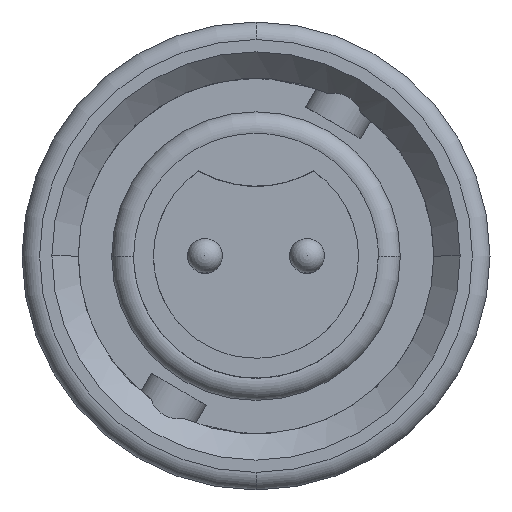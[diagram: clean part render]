
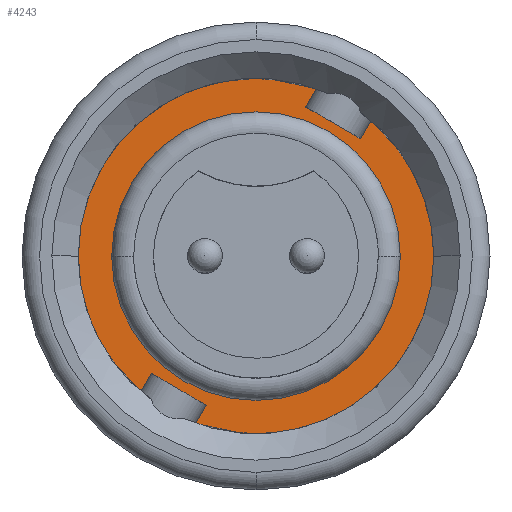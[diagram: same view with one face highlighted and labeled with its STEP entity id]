
A CAD part, top view. The second image highlights one B-rep face of the part: STEP entity #4243.
In plain terms, the highlighted planar face has unit normal (0, 0, 1).
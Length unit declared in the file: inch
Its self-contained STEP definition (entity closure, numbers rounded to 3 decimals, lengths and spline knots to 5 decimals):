
#118 = CARTESIAN_POINT ( 'NONE',  ( -0.05671, -0.16943, 0.615 ) ) ;
#125 = CARTESIAN_POINT ( 'NONE',  ( -0.13091, -0.15384, 0.615 ) ) ;
#139 = CARTESIAN_POINT ( 'NONE',  ( -0.11898, -0.13328, 0.615 ) ) ;
#147 = CARTESIAN_POINT ( 'NONE',  ( -0.164, 0., 0.615 ) ) ;
#252 = DIRECTION ( 'NONE',  ( -1., 0., 0. ) ) ;
#359 = DIRECTION ( 'NONE',  ( 0., 0., -1. ) ) ;
#469 = CARTESIAN_POINT ( 'NONE',  ( 0., 0., 0.615 ) ) ;
#552 = ORIENTED_EDGE ( 'NONE', *, *, #4076, .F. ) ;
#596 = DIRECTION ( 'NONE',  ( 0., 0., 1. ) ) ;
#634 = ORIENTED_EDGE ( 'NONE', *, *, #4062, .T. ) ;
#641 = ORIENTED_EDGE ( 'NONE', *, *, #4565, .T. ) ;
#690 = CARTESIAN_POINT ( 'NONE',  ( -0.11898, -0.13328, 0.615 ) ) ;
#692 = ORIENTED_EDGE ( 'NONE', *, *, #4528, .F. ) ;
#726 = CARTESIAN_POINT ( 'NONE',  ( 0., 0., 0.615 ) ) ;
#912 = ORIENTED_EDGE ( 'NONE', *, *, #4041, .F. ) ;
#982 = ORIENTED_EDGE ( 'NONE', *, *, #4007, .F. ) ;
#986 = ORIENTED_EDGE ( 'NONE', *, *, #4554, .F. ) ;
#1013 = ORIENTED_EDGE ( 'NONE', *, *, #4458, .F. ) ;
#1075 = ORIENTED_EDGE ( 'NONE', *, *, #4307, .T. ) ;
#1170 = LINE ( 'NONE', #1173, #3072 ) ;
#1172 = DIRECTION ( 'NONE',  ( 1., 0., 0. ) ) ;
#1173 = CARTESIAN_POINT ( 'NONE',  ( -0.05671, -0.16943, 0.615 ) ) ;
#1175 = DIRECTION ( 'NONE',  ( 0.502, 0.865, 0. ) ) ;
#1278 = ORIENTED_EDGE ( 'NONE', *, *, #4635, .T. ) ;
#1388 = LINE ( 'NONE', #690, #2775 ) ;
#1397 = ORIENTED_EDGE ( 'NONE', *, *, #4563, .T. ) ;
#1404 = DIRECTION ( 'NONE',  ( -0.865, 0.502, 0. ) ) ;
#1454 = LINE ( 'NONE', #1457, #2723 ) ;
#1457 = CARTESIAN_POINT ( 'NONE',  ( 0.05671, 0.16943, 0.615 ) ) ;
#1460 = DIRECTION ( 'NONE',  ( -0.502, -0.865, 0. ) ) ;
#1630 = CARTESIAN_POINT ( 'NONE',  ( 0.13091, 0.15384, 0.615 ) ) ;
#1651 = LINE ( 'NONE', #1630, #2622 ) ;
#1677 = CARTESIAN_POINT ( 'NONE',  ( 0., 0., 0.615 ) ) ;
#1681 = DIRECTION ( 'NONE',  ( 0., 0., 1. ) ) ;
#1684 = DIRECTION ( 'NONE',  ( 1., 0., 0. ) ) ;
#1812 = DIRECTION ( 'NONE',  ( 0.502, 0.865, 0. ) ) ;
#2466 = LINE ( 'NONE', #2485, #2686 ) ;
#2481 = DIRECTION ( 'NONE',  ( -0.502, -0.865, 0. ) ) ;
#2485 = CARTESIAN_POINT ( 'NONE',  ( -0.13091, -0.15384, 0.615 ) ) ;
#2622 = VECTOR ( 'NONE', #1812, 39.37008 ) ;
#2686 = VECTOR ( 'NONE', #2481, 39.37008 ) ;
#2715 = AXIS2_PLACEMENT_3D ( 'NONE', #469, #359, #252 ) ;
#2718 = AXIS2_PLACEMENT_3D ( 'NONE', #1677, #1681, #1684 ) ;
#2723 = VECTOR ( 'NONE', #1460, 39.37008 ) ;
#2775 = VECTOR ( 'NONE', #1404, 39.37008 ) ;
#2786 = VECTOR ( 'NONE', #3756, 39.37008 ) ;
#2805 = FACE_OUTER_BOUND ( 'NONE', #6435, .T. ) ;
#2956 = AXIS2_PLACEMENT_3D ( 'NONE', #3594, #3520, #3521 ) ;
#3008 = AXIS2_PLACEMENT_3D ( 'NONE', #5262, #5264, #5265 ) ;
#3052 = FACE_BOUND ( 'NONE', #6263, .T. ) ;
#3055 = AXIS2_PLACEMENT_3D ( 'NONE', #5684, #5235, #5226 ) ;
#3072 = VECTOR ( 'NONE', #1175, 39.37008 ) ;
#3167 = AXIS2_PLACEMENT_3D ( 'NONE', #726, #596, #1172 ) ;
#3389 = CARTESIAN_POINT ( 'NONE',  ( 0.202, 0., 0.615 ) ) ;
#3397 = CARTESIAN_POINT ( 'NONE',  ( 0.11898, 0.13328, 0.615 ) ) ;
#3436 = CARTESIAN_POINT ( 'NONE',  ( 0.06864, 0.18998, 0.615 ) ) ;
#3456 = CARTESIAN_POINT ( 'NONE',  ( -0.06864, -0.18998, 0.615 ) ) ;
#3475 = CARTESIAN_POINT ( 'NONE',  ( 0.164, 0., 0.615 ) ) ;
#3504 = CARTESIAN_POINT ( 'NONE',  ( 0.13091, 0.15384, 0.615 ) ) ;
#3508 = CARTESIAN_POINT ( 'NONE',  ( 0.05671, 0.16943, 0.615 ) ) ;
#3520 = DIRECTION ( 'NONE',  ( 0., 0., -1. ) ) ;
#3521 = DIRECTION ( 'NONE',  ( -1., 0., 0. ) ) ;
#3594 = CARTESIAN_POINT ( 'NONE',  ( 0., 0., 0.615 ) ) ;
#3647 = LINE ( 'NONE', #3808, #2786 ) ;
#3756 = DIRECTION ( 'NONE',  ( 0.865, -0.502, 0. ) ) ;
#3808 = CARTESIAN_POINT ( 'NONE',  ( 0.11898, 0.13328, 0.615 ) ) ;
#4007 = EDGE_CURVE ( 'NONE', #6008, #6492, #1170, .T. ) ;
#4041 = EDGE_CURVE ( 'NONE', #6492, #6954, #1388, .T. ) ;
#4062 = EDGE_CURVE ( 'NONE', #5996, #6924, #4447, .T. ) ;
#4076 = EDGE_CURVE ( 'NONE', #6018, #6022, #3647, .T. ) ;
#4243 = ADVANCED_FACE ( 'NONE', ( #3052, #2805 ), #5592, .T. ) ;
#4307 = EDGE_CURVE ( 'NONE', #6008, #6331, #6379, .T. ) ;
#4447 = CIRCLE ( 'NONE', #3167, 0.202 ) ;
#4458 = EDGE_CURVE ( 'NONE', #6022, #6320, #1651, .T. ) ;
#4528 = EDGE_CURVE ( 'NONE', #6954, #6924, #2466, .T. ) ;
#4554 = EDGE_CURVE ( 'NONE', #5996, #6018, #1454, .T. ) ;
#4563 = EDGE_CURVE ( 'NONE', #6331, #6320, #5894, .T. ) ;
#4565 = EDGE_CURVE ( 'NONE', #6021, #6489, #5909, .T. ) ;
#4635 = EDGE_CURVE ( 'NONE', #6489, #6021, #6273, .T. ) ;
#5226 = DIRECTION ( 'NONE',  ( 1., 0., 0. ) ) ;
#5235 = DIRECTION ( 'NONE',  ( 0., 0., 1. ) ) ;
#5262 = CARTESIAN_POINT ( 'NONE',  ( 0., 0., 0.615 ) ) ;
#5264 = DIRECTION ( 'NONE',  ( 0., 0., 1. ) ) ;
#5265 = DIRECTION ( 'NONE',  ( 1., 0., 0. ) ) ;
#5592 = PLANE ( 'NONE',  #3055 ) ;
#5684 = CARTESIAN_POINT ( 'NONE',  ( 0., 0., 0.615 ) ) ;
#5894 = CIRCLE ( 'NONE', #2718, 0.202 ) ;
#5909 = CIRCLE ( 'NONE', #2715, 0.164 ) ;
#5996 = VERTEX_POINT ( 'NONE', #3436 ) ;
#6008 = VERTEX_POINT ( 'NONE', #3456 ) ;
#6018 = VERTEX_POINT ( 'NONE', #3508 ) ;
#6021 = VERTEX_POINT ( 'NONE', #3475 ) ;
#6022 = VERTEX_POINT ( 'NONE', #3397 ) ;
#6263 = EDGE_LOOP ( 'NONE', ( #1278, #641 ) ) ;
#6273 = CIRCLE ( 'NONE', #2956, 0.164 ) ;
#6320 = VERTEX_POINT ( 'NONE', #3504 ) ;
#6331 = VERTEX_POINT ( 'NONE', #3389 ) ;
#6379 = CIRCLE ( 'NONE', #3008, 0.202 ) ;
#6435 = EDGE_LOOP ( 'NONE', ( #1075, #1397, #1013, #552, #986, #634, #692, #912, #982 ) ) ;
#6489 = VERTEX_POINT ( 'NONE', #147 ) ;
#6492 = VERTEX_POINT ( 'NONE', #118 ) ;
#6924 = VERTEX_POINT ( 'NONE', #125 ) ;
#6954 = VERTEX_POINT ( 'NONE', #139 ) ;
